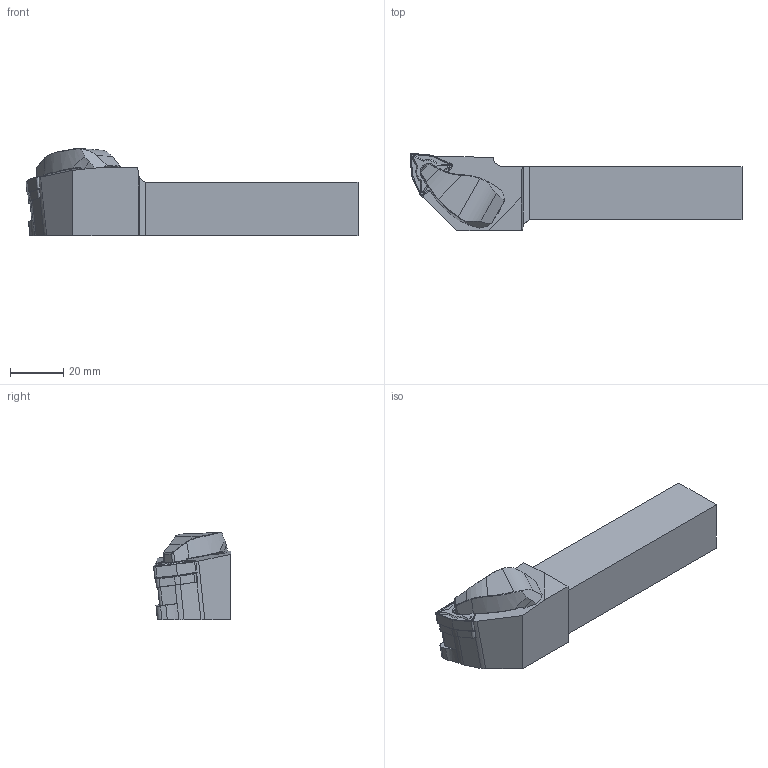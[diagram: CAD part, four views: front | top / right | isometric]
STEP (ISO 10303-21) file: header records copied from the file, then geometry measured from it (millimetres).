
FILE_DESCRIPTION(/* description */ (''),/* implementation_level */ '2;1');
FILE_NAME(/* name */ 'TWLNL-2020-K08-H.stp',/* time_stamp */ '2023-10-17T20:26:15+03:00',/* author */ (''),/* organization */ (''),/* preprocessor_version */ 'ST-DEVELOPER v19.4',/* originating_system */ 'SIEMENS PLM Software NX2306.3001',/* authorisation */ '');
FILE_SCHEMA (('AUTOMOTIVE_DESIGN { 1 0 10303 214 3 1 1 1 }'));
Length unit declared in the file: millimetre
Products named in the file (1): TWLNR-2020-K08-H
Bounding box: 125 x 29 x 32.82 mm (x, y, z)
Volume: 57854.3 mm3; surface area: 13117.5 mm2
Topology: 2 solids, 2 shells, 185 faces, 486 edges, 311 vertices
Faces by surface type: plane 101, cone 34, cylinder 26, bspline 21, extrusion 2, torus 1
Full cylindrical faces by diameter (mm): 5.1 x1
Entity records: 6309 total; most frequent: CARTESIAN_POINT 1478, ORIENTED_EDGE 958, DIRECTION 822, EDGE_CURVE 479, VERTEX_POINT 309, AXIS2_PLACEMENT_3D 277, VECTOR 268, LINE 266
